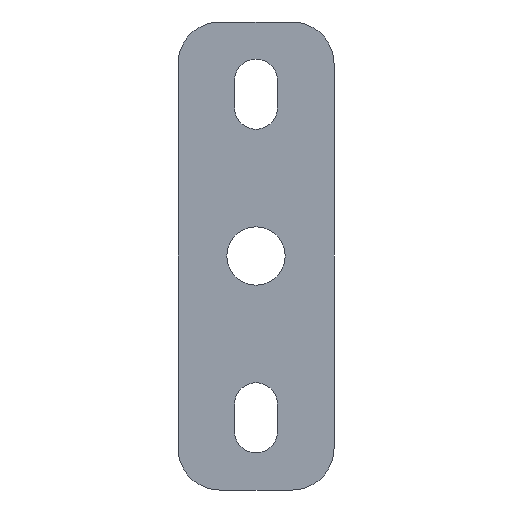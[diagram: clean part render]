
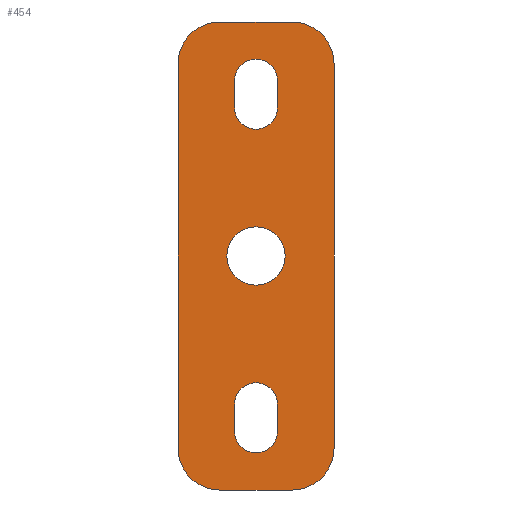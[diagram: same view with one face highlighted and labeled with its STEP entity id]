
A CAD part, front view. The second image highlights one B-rep face of the part: STEP entity #454.
In plain terms, the highlighted planar face has unit normal (0, -1, 0).
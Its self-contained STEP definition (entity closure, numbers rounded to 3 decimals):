
#21=FACE_BOUND('',#169,.T.);
#22=FACE_BOUND('',#170,.T.);
#23=FACE_BOUND('',#171,.T.);
#34=PLANE('',#525);
#47=LINE('',#734,#83);
#51=LINE('',#743,#87);
#53=LINE('',#750,#89);
#57=LINE('',#759,#93);
#61=LINE('',#771,#97);
#64=LINE('',#779,#100);
#67=LINE('',#787,#103);
#70=LINE('',#794,#106);
#83=VECTOR('',#594,10.);
#87=VECTOR('',#604,10.);
#89=VECTOR('',#612,10.);
#93=VECTOR('',#622,10.);
#97=VECTOR('',#636,10.);
#100=VECTOR('',#645,10.);
#103=VECTOR('',#654,10.);
#106=VECTOR('',#663,10.);
#140=FACE_OUTER_BOUND('',#168,.T.);
#168=EDGE_LOOP('',(#413,#414,#415,#416,#417,#418,#419,#420));
#169=EDGE_LOOP('',(#421));
#170=EDGE_LOOP('',(#422,#423,#424,#425));
#171=EDGE_LOOP('',(#426,#427,#428,#429));
#190=CIRCLE('',#500,7.475);
#191=CIRCLE('',#503,5.5);
#192=CIRCLE('',#506,5.5);
#193=CIRCLE('',#509,5.5);
#194=CIRCLE('',#512,5.5);
#195=CIRCLE('',#514,10.75);
#196=CIRCLE('',#517,10.75);
#197=CIRCLE('',#520,10.75);
#198=CIRCLE('',#523,10.75);
#224=VERTEX_POINT('',#728);
#225=VERTEX_POINT('',#732);
#226=VERTEX_POINT('',#733);
#227=VERTEX_POINT('',#738);
#228=VERTEX_POINT('',#742);
#229=VERTEX_POINT('',#748);
#230=VERTEX_POINT('',#749);
#231=VERTEX_POINT('',#754);
#232=VERTEX_POINT('',#758);
#233=VERTEX_POINT('',#764);
#234=VERTEX_POINT('',#766);
#235=VERTEX_POINT('',#770);
#236=VERTEX_POINT('',#774);
#237=VERTEX_POINT('',#778);
#238=VERTEX_POINT('',#782);
#239=VERTEX_POINT('',#786);
#240=VERTEX_POINT('',#790);
#271=EDGE_CURVE('',#224,#224,#190,.T.);
#272=EDGE_CURVE('',#225,#226,#47,.T.);
#275=EDGE_CURVE('',#226,#227,#191,.T.);
#277=EDGE_CURVE('',#227,#228,#51,.T.);
#279=EDGE_CURVE('',#228,#225,#192,.T.);
#280=EDGE_CURVE('',#229,#230,#53,.T.);
#283=EDGE_CURVE('',#230,#231,#193,.T.);
#285=EDGE_CURVE('',#231,#232,#57,.T.);
#287=EDGE_CURVE('',#232,#229,#194,.T.);
#289=EDGE_CURVE('',#234,#233,#195,.T.);
#291=EDGE_CURVE('',#235,#234,#61,.T.);
#293=EDGE_CURVE('',#236,#235,#196,.T.);
#295=EDGE_CURVE('',#237,#236,#64,.T.);
#297=EDGE_CURVE('',#238,#237,#197,.T.);
#299=EDGE_CURVE('',#239,#238,#67,.T.);
#301=EDGE_CURVE('',#240,#239,#198,.T.);
#303=EDGE_CURVE('',#233,#240,#70,.T.);
#413=ORIENTED_EDGE('',*,*,#303,.T.);
#414=ORIENTED_EDGE('',*,*,#301,.T.);
#415=ORIENTED_EDGE('',*,*,#299,.T.);
#416=ORIENTED_EDGE('',*,*,#297,.T.);
#417=ORIENTED_EDGE('',*,*,#295,.T.);
#418=ORIENTED_EDGE('',*,*,#293,.T.);
#419=ORIENTED_EDGE('',*,*,#291,.T.);
#420=ORIENTED_EDGE('',*,*,#289,.T.);
#421=ORIENTED_EDGE('',*,*,#271,.T.);
#422=ORIENTED_EDGE('',*,*,#277,.T.);
#423=ORIENTED_EDGE('',*,*,#279,.T.);
#424=ORIENTED_EDGE('',*,*,#272,.T.);
#425=ORIENTED_EDGE('',*,*,#275,.T.);
#426=ORIENTED_EDGE('',*,*,#285,.T.);
#427=ORIENTED_EDGE('',*,*,#287,.T.);
#428=ORIENTED_EDGE('',*,*,#280,.T.);
#429=ORIENTED_EDGE('',*,*,#283,.T.);
#454=ADVANCED_FACE('',(#140,#21,#22,#23),#34,.F.);
#500=AXIS2_PLACEMENT_3D('',#730,#590,#591);
#503=AXIS2_PLACEMENT_3D('',#739,#599,#600);
#506=AXIS2_PLACEMENT_3D('',#746,#608,#609);
#509=AXIS2_PLACEMENT_3D('',#755,#617,#618);
#512=AXIS2_PLACEMENT_3D('',#762,#626,#627);
#514=AXIS2_PLACEMENT_3D('',#767,#631,#632);
#517=AXIS2_PLACEMENT_3D('',#775,#640,#641);
#520=AXIS2_PLACEMENT_3D('',#783,#649,#650);
#523=AXIS2_PLACEMENT_3D('',#791,#658,#659);
#525=AXIS2_PLACEMENT_3D('',#795,#664,#665);
#590=DIRECTION('center_axis',(0.,1.,0.));
#591=DIRECTION('ref_axis',(1.,0.,0.));
#594=DIRECTION('',(0.,0.,-1.));
#599=DIRECTION('center_axis',(0.,1.,0.));
#600=DIRECTION('ref_axis',(1.,0.,0.));
#604=DIRECTION('',(0.,0.,1.));
#608=DIRECTION('center_axis',(0.,1.,0.));
#609=DIRECTION('ref_axis',(-1.,0.,0.));
#612=DIRECTION('',(0.,0.,-1.));
#617=DIRECTION('center_axis',(0.,1.,0.));
#618=DIRECTION('ref_axis',(1.,0.,0.));
#622=DIRECTION('',(0.,0.,1.));
#626=DIRECTION('center_axis',(0.,1.,0.));
#627=DIRECTION('ref_axis',(-1.,0.,0.));
#631=DIRECTION('center_axis',(0.,-1.,0.));
#632=DIRECTION('ref_axis',(1.,0.,0.));
#636=DIRECTION('',(1.,0.,0.));
#640=DIRECTION('center_axis',(0.,-1.,0.));
#641=DIRECTION('ref_axis',(0.,0.,-1.));
#645=DIRECTION('',(0.,0.,-1.));
#649=DIRECTION('center_axis',(0.,-1.,0.));
#650=DIRECTION('ref_axis',(-1.,0.,0.));
#654=DIRECTION('',(-1.,0.,0.));
#658=DIRECTION('center_axis',(0.,-1.,0.));
#659=DIRECTION('ref_axis',(0.,0.,1.));
#663=DIRECTION('',(0.,0.,1.));
#664=DIRECTION('center_axis',(0.,1.,0.));
#665=DIRECTION('ref_axis',(0.,0.,1.));
#728=CARTESIAN_POINT('',(-7.475,-4.,0.));
#730=CARTESIAN_POINT('Origin',(0.,-4.,0.));
#732=CARTESIAN_POINT('',(5.5,-4.,-38.));
#733=CARTESIAN_POINT('',(5.5,-4.,-45.));
#734=CARTESIAN_POINT('',(5.5,-4.,-22.5));
#738=CARTESIAN_POINT('',(-5.5,-4.,-45.));
#739=CARTESIAN_POINT('Origin',(0.,-4.,-45.));
#742=CARTESIAN_POINT('',(-5.5,-4.,-38.));
#743=CARTESIAN_POINT('',(-5.5,-4.,-19.));
#746=CARTESIAN_POINT('Origin',(0.,-4.,-38.));
#748=CARTESIAN_POINT('',(5.5,-4.,45.));
#749=CARTESIAN_POINT('',(5.5,-4.,38.));
#750=CARTESIAN_POINT('',(5.5,-4.,19.));
#754=CARTESIAN_POINT('',(-5.5,-4.,38.));
#755=CARTESIAN_POINT('Origin',(0.,-4.,38.));
#758=CARTESIAN_POINT('',(-5.5,-4.,45.));
#759=CARTESIAN_POINT('',(-5.5,-4.,22.5));
#762=CARTESIAN_POINT('Origin',(0.,-4.,45.));
#764=CARTESIAN_POINT('',(20.,-4.,-49.25));
#766=CARTESIAN_POINT('',(9.25,-4.,-60.));
#767=CARTESIAN_POINT('Origin',(9.25,-4.,-49.25));
#770=CARTESIAN_POINT('',(-9.25,-4.,-60.));
#771=CARTESIAN_POINT('',(9.25,-4.,-60.));
#774=CARTESIAN_POINT('',(-20.,-4.,-49.25));
#775=CARTESIAN_POINT('Origin',(-9.25,-4.,-49.25));
#778=CARTESIAN_POINT('',(-20.,-4.,49.25));
#779=CARTESIAN_POINT('',(-20.,-4.,-49.25));
#782=CARTESIAN_POINT('',(-9.25,-4.,60.));
#783=CARTESIAN_POINT('Origin',(-9.25,-4.,49.25));
#786=CARTESIAN_POINT('',(9.25,-4.,60.));
#787=CARTESIAN_POINT('',(-9.25,-4.,60.));
#790=CARTESIAN_POINT('',(20.,-4.,49.25));
#791=CARTESIAN_POINT('Origin',(9.25,-4.,49.25));
#794=CARTESIAN_POINT('',(20.,-4.,49.25));
#795=CARTESIAN_POINT('Origin',(0.,-4.,0.));
